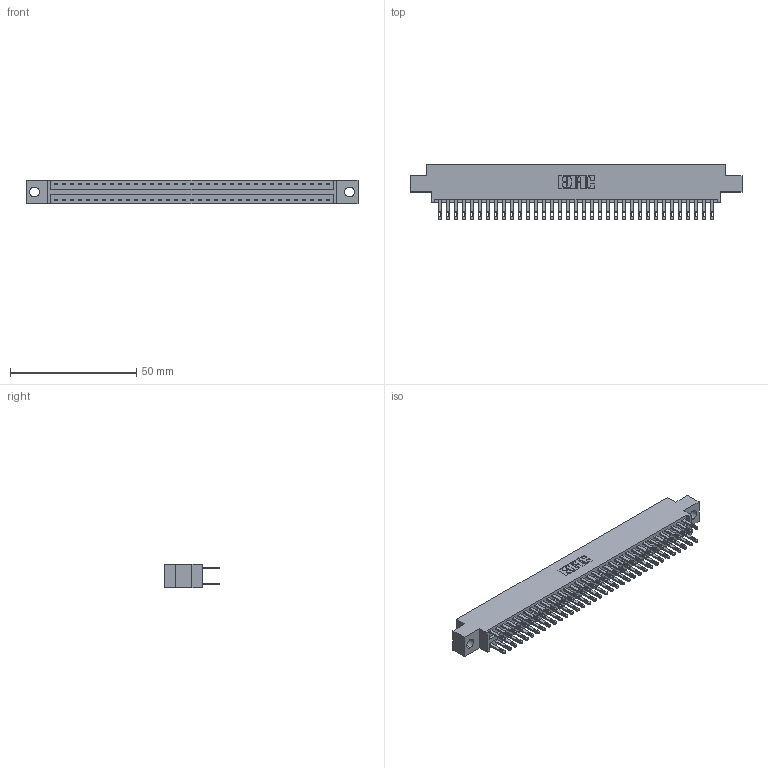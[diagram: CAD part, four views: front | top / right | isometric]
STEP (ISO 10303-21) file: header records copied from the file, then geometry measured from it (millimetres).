
FILE_DESCRIPTION (( 'STEP AP203' ), '1' );
FILE_NAME ('896-070-500-804.STEP', '2021-07-28T01:16:15', ( '' ), ( '' ), 'SwSTEP 2.0', 'SolidWorks 2020', '' );
FILE_SCHEMA (( 'CONFIG_CONTROL_DESIGN' ));
Length unit declared in the file: inch
Products named in the file (3): 896-070-500-804; 846 Part_0.170 Offset - 0.156 Dia-TH; 345-292-001_345-293-100
Assembly tree (71 placements, depth 2):
  896-070-500-804
    846 Part_0.170 Offset - 0.156 Dia-TH
    345-292-001_345-293-100  x70
Bounding box: 131.7 x 21.84 x 9.4 mm (x, y, z)
Volume: 12759.4 mm3; surface area: 18154.2 mm2
Topology: 71 solids, 71 shells, 3486 faces, 10631 edges, 7086 vertices
Faces by surface type: plane 2110, cylinder 1376
Entity records: 23849 total; most frequent: CARTESIAN_POINT 3940, ORIENTED_EDGE 3874, DIRECTION 3525, EDGE_CURVE 1937, VECTOR 1661, LINE 1661, VERTEX_POINT 1290, AXIS2_PLACEMENT_3D 932
